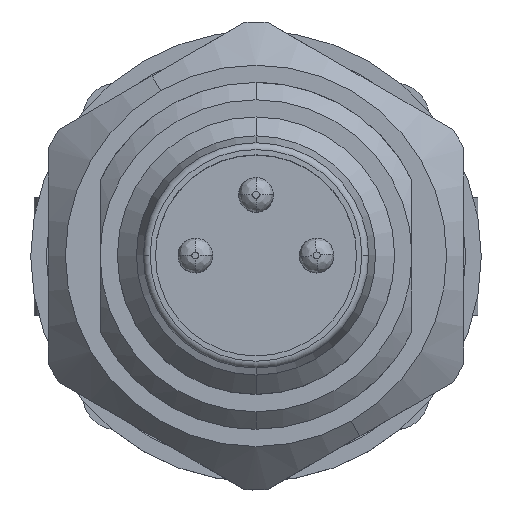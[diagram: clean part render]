
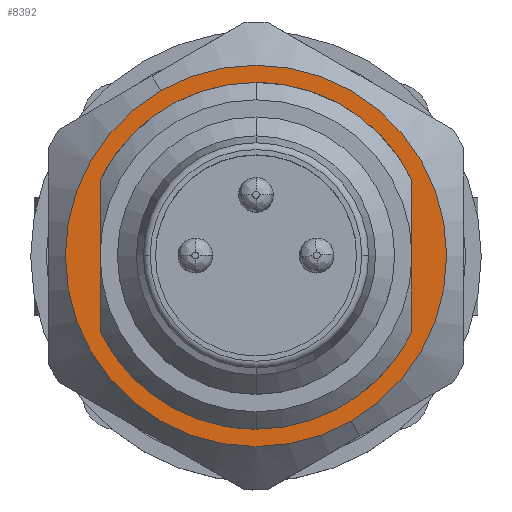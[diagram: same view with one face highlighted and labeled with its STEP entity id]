
A CAD part, top view. The second image highlights one B-rep face of the part: STEP entity #8392.
In plain terms, the highlighted planar face has unit normal (0, 0, 1).
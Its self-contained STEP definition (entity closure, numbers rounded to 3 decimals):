
#8249=AXIS2_PLACEMENT_3D('Circle Axis2P3D',#8247,#8248,$) ;
#8280=AXIS2_PLACEMENT_3D('Circle Axis2P3D',#8278,#8279,$) ;
#8300=AXIS2_PLACEMENT_3D('Plane Axis2P3D',#8297,#8298,#8299) ;
#8244=CARTESIAN_POINT('Vertex',(9.25,1.987,16.15)) ;
#8247=CARTESIAN_POINT('Axis2P3D Location',(6.5,6.75,16.15)) ;
#8251=CARTESIAN_POINT('Vertex',(3.75,11.513,16.15)) ;
#8278=CARTESIAN_POINT('Axis2P3D Location',(6.5,6.75,16.15)) ;
#8297=CARTESIAN_POINT('Axis2P3D Location',(6.5,6.75,16.15)) ;
#8306=CARTESIAN_POINT('Line Origine',(2.,6.75,16.15)) ;
#8310=CARTESIAN_POINT('Vertex',(2.,8.929,16.15)) ;
#8312=CARTESIAN_POINT('Vertex',(2.,4.571,16.15)) ;
#8316=CARTESIAN_POINT('Control Point',(6.5,11.75,16.15)) ;
#8317=CARTESIAN_POINT('Control Point',(5.977,11.75,16.15)) ;
#8318=CARTESIAN_POINT('Control Point',(5.453,11.682,16.15)) ;
#8319=CARTESIAN_POINT('Control Point',(4.942,11.545,16.15)) ;
#8320=CARTESIAN_POINT('Control Point',(3.944,11.131,16.15)) ;
#8321=CARTESIAN_POINT('Control Point',(3.09,10.468,16.15)) ;
#8322=CARTESIAN_POINT('Control Point',(2.702,10.071,16.15)) ;
#8323=CARTESIAN_POINT('Control Point',(2.345,9.587,16.15)) ;
#8324=CARTESIAN_POINT('Control Point',(2.065,9.06,16.15)) ;
#8325=CARTESIAN_POINT('Control Point',(2.043,9.017,16.15)) ;
#8326=CARTESIAN_POINT('Control Point',(2.021,8.973,16.15)) ;
#8327=CARTESIAN_POINT('Control Point',(2.,8.929,16.15)) ;
#8328=CARTESIAN_POINT('Vertex',(6.5,11.75,16.15)) ;
#8332=CARTESIAN_POINT('Control Point',(11.,8.929,16.15)) ;
#8333=CARTESIAN_POINT('Control Point',(10.761,9.422,16.15)) ;
#8334=CARTESIAN_POINT('Control Point',(10.455,9.883,16.15)) ;
#8335=CARTESIAN_POINT('Control Point',(10.087,10.298,16.15)) ;
#8336=CARTESIAN_POINT('Control Point',(9.247,11.017,16.15)) ;
#8337=CARTESIAN_POINT('Control Point',(8.245,11.484,16.15)) ;
#8338=CARTESIAN_POINT('Control Point',(7.715,11.647,16.15)) ;
#8339=CARTESIAN_POINT('Control Point',(7.145,11.739,16.15)) ;
#8340=CARTESIAN_POINT('Control Point',(6.573,11.75,16.15)) ;
#8341=CARTESIAN_POINT('Control Point',(6.549,11.75,16.15)) ;
#8342=CARTESIAN_POINT('Control Point',(6.524,11.75,16.15)) ;
#8343=CARTESIAN_POINT('Control Point',(6.5,11.75,16.15)) ;
#8344=CARTESIAN_POINT('Vertex',(11.,8.929,16.15)) ;
#8347=CARTESIAN_POINT('Line Origine',(11.,6.75,16.15)) ;
#8351=CARTESIAN_POINT('Vertex',(11.,4.571,16.15)) ;
#8355=CARTESIAN_POINT('Control Point',(6.5,1.75,16.15)) ;
#8356=CARTESIAN_POINT('Control Point',(7.023,1.75,16.15)) ;
#8357=CARTESIAN_POINT('Control Point',(7.547,1.818,16.15)) ;
#8358=CARTESIAN_POINT('Control Point',(8.058,1.955,16.15)) ;
#8359=CARTESIAN_POINT('Control Point',(9.056,2.369,16.15)) ;
#8360=CARTESIAN_POINT('Control Point',(9.91,3.032,16.15)) ;
#8361=CARTESIAN_POINT('Control Point',(10.298,3.429,16.15)) ;
#8362=CARTESIAN_POINT('Control Point',(10.655,3.913,16.15)) ;
#8363=CARTESIAN_POINT('Control Point',(10.935,4.44,16.15)) ;
#8364=CARTESIAN_POINT('Control Point',(10.957,4.483,16.15)) ;
#8365=CARTESIAN_POINT('Control Point',(10.979,4.527,16.15)) ;
#8366=CARTESIAN_POINT('Control Point',(11.,4.571,16.15)) ;
#8367=CARTESIAN_POINT('Vertex',(6.5,1.75,16.15)) ;
#8371=CARTESIAN_POINT('Control Point',(2.,4.571,16.15)) ;
#8372=CARTESIAN_POINT('Control Point',(2.239,4.078,16.15)) ;
#8373=CARTESIAN_POINT('Control Point',(2.545,3.617,16.15)) ;
#8374=CARTESIAN_POINT('Control Point',(2.913,3.202,16.15)) ;
#8375=CARTESIAN_POINT('Control Point',(3.753,2.483,16.15)) ;
#8376=CARTESIAN_POINT('Control Point',(4.755,2.016,16.15)) ;
#8377=CARTESIAN_POINT('Control Point',(5.285,1.853,16.15)) ;
#8378=CARTESIAN_POINT('Control Point',(5.855,1.761,16.15)) ;
#8379=CARTESIAN_POINT('Control Point',(6.427,1.75,16.15)) ;
#8380=CARTESIAN_POINT('Control Point',(6.451,1.75,16.15)) ;
#8381=CARTESIAN_POINT('Control Point',(6.476,1.75,16.15)) ;
#8382=CARTESIAN_POINT('Control Point',(6.5,1.75,16.15)) ;
#8248=DIRECTION('Axis2P3D Direction',(0.,0.,-1.)) ;
#8279=DIRECTION('Axis2P3D Direction',(0.,0.,-1.)) ;
#8298=DIRECTION('Axis2P3D Direction',(0.,0.,-1.)) ;
#8299=DIRECTION('Axis2P3D XDirection',(-0.866,-0.5,0.)) ;
#8307=DIRECTION('Vector Direction',(0.,-1.,0.)) ;
#8348=DIRECTION('Vector Direction',(0.,1.,0.)) ;
#8308=VECTOR('Line Direction',#8307,1.) ;
#8349=VECTOR('Line Direction',#8348,1.) ;
#8303=ORIENTED_EDGE('',*,*,#8253,.T.) ;
#8304=ORIENTED_EDGE('',*,*,#8282,.T.) ;
#8385=ORIENTED_EDGE('',*,*,#8314,.F.) ;
#8386=ORIENTED_EDGE('',*,*,#8330,.F.) ;
#8387=ORIENTED_EDGE('',*,*,#8346,.F.) ;
#8388=ORIENTED_EDGE('',*,*,#8353,.F.) ;
#8389=ORIENTED_EDGE('',*,*,#8369,.F.) ;
#8390=ORIENTED_EDGE('',*,*,#8383,.F.) ;
#8391=FACE_BOUND('',#8384,.T.) ;
#8392=ADVANCED_FACE('V1',(#8305,#8391),#8301,.F.) ;
#8315=B_SPLINE_CURVE_WITH_KNOTS('',5,(#8316,#8317,#8318,#8319,#8320,#8321,#8322,#8323,#8324,#8325,#8326,#8327),.UNSPECIFIED.,.F.,.U.,(6,3,3,6),(7.918,11.619,15.492,15.836),.UNSPECIFIED.) ;
#8331=B_SPLINE_CURVE_WITH_KNOTS('',5,(#8332,#8333,#8334,#8335,#8336,#8337,#8338,#8339,#8340,#8341,#8342,#8343),.UNSPECIFIED.,.F.,.U.,(6,3,3,6),(0.,3.873,7.746,7.918),.UNSPECIFIED.) ;
#8354=B_SPLINE_CURVE_WITH_KNOTS('',5,(#8355,#8356,#8357,#8358,#8359,#8360,#8361,#8362,#8363,#8364,#8365,#8366),.UNSPECIFIED.,.F.,.U.,(6,3,3,6),(7.918,11.619,15.492,15.836),.UNSPECIFIED.) ;
#8370=B_SPLINE_CURVE_WITH_KNOTS('',5,(#8371,#8372,#8373,#8374,#8375,#8376,#8377,#8378,#8379,#8380,#8381,#8382),.UNSPECIFIED.,.F.,.U.,(6,3,3,6),(0.,3.873,7.746,7.918),.UNSPECIFIED.) ;
#8250=CIRCLE('generated circle',#8249,5.5) ;
#8281=CIRCLE('generated circle',#8280,5.5) ;
#8253=EDGE_CURVE('',#8252,#8245,#8250,.F.) ;
#8282=EDGE_CURVE('',#8245,#8252,#8281,.F.) ;
#8314=EDGE_CURVE('',#8311,#8313,#8309,.T.) ;
#8330=EDGE_CURVE('',#8329,#8311,#8315,.T.) ;
#8346=EDGE_CURVE('',#8345,#8329,#8331,.T.) ;
#8353=EDGE_CURVE('',#8352,#8345,#8350,.T.) ;
#8369=EDGE_CURVE('',#8368,#8352,#8354,.T.) ;
#8383=EDGE_CURVE('',#8313,#8368,#8370,.T.) ;
#8302=EDGE_LOOP('',(#8303,#8304)) ;
#8384=EDGE_LOOP('',(#8385,#8386,#8387,#8388,#8389,#8390)) ;
#8305=FACE_OUTER_BOUND('',#8302,.T.) ;
#8309=LINE('Line',#8306,#8308) ;
#8350=LINE('Line',#8347,#8349) ;
#8301=PLANE('',#8300) ;
#8245=VERTEX_POINT('',#8244) ;
#8252=VERTEX_POINT('',#8251) ;
#8311=VERTEX_POINT('',#8310) ;
#8313=VERTEX_POINT('',#8312) ;
#8329=VERTEX_POINT('',#8328) ;
#8345=VERTEX_POINT('',#8344) ;
#8352=VERTEX_POINT('',#8351) ;
#8368=VERTEX_POINT('',#8367) ;
